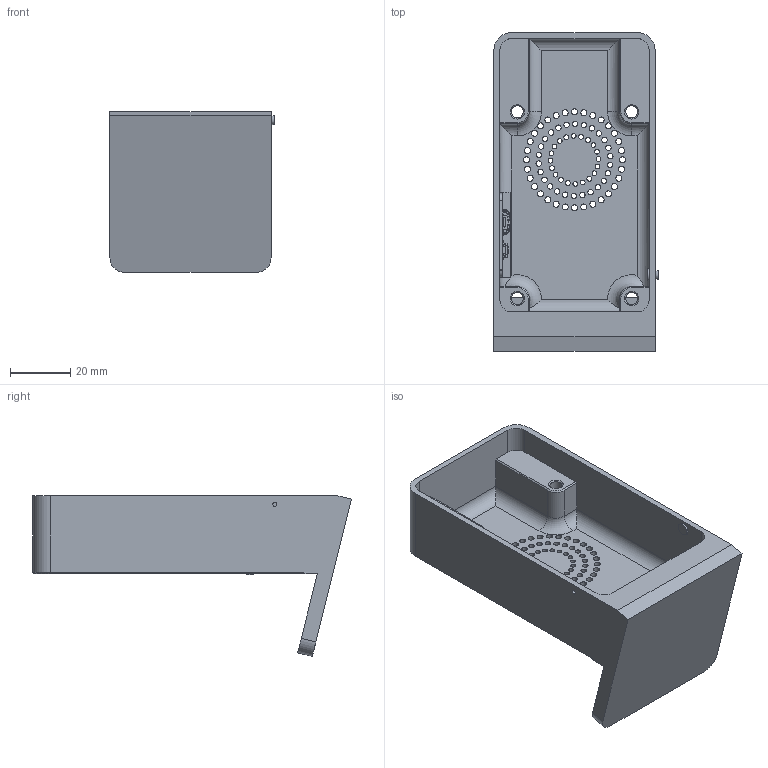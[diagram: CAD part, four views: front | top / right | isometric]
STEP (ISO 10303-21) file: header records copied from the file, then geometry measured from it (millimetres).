
FILE_DESCRIPTION(/* description */ (''),/* implementation_level */ '2;1');
FILE_NAME(/* name */ 'Pithy Screen Plus Vertical Stand.step',/* time_stamp */ '2021-02-01T21:09:48+00:00',/* author */ (''),/* organization */ (''),/* preprocessor_version */ 'ST-DEVELOPER v18.1',/* originating_system */ 'Autodesk Translation Framework v9.7.0.1280',/* authorisation */ '');
FILE_SCHEMA (('AUTOMOTIVE_DESIGN { 1 0 10303 214 3 1 1 }'));
Length unit declared in the file: millimetre
Products named in the file (17): Pithy Screen Plus Desktop Stand; Secret Switch; Power Micro USB; Board; Packages; 4363X10458XX; frame; pins; pins (1); pins (2); pins (3); stem; cover; POWER_BOARD_PADS; MICRO-USB5+6P-SMD-0.65-B; zx62r-b-5p_30_; Reset Switch
Assembly tree (16 placements, depth 5):
  Pithy Screen Plus Desktop Stand
    Secret Switch
    Power Micro USB
      Board
      Packages
        4363X10458XX
          frame
          pins
          pins (1)
          pins (2)
          pins (3)
          stem
          cover
        POWER_BOARD_PADS
        MICRO-USB5+6P-SMD-0.65-B
          zx62r-b-5p_30_
    Reset Switch
Bounding box: 54.72 x 106.28 x 53.61 mm (x, y, z)
Volume: 52210 mm3; surface area: 31590.4 mm2
Topology: 11 solids, 476 shells, 1252 faces, 4717 edges, 3976 vertices
Faces by surface type: plane 731, cylinder 366, bspline 111, cone 38, torus 6
Full cylindrical faces by diameter (mm): 0.35 x2, 0.6 x2, 1.4 x1, 1.6 x20, 1.8 x26, 2 x32, 2.5 x4, 2.9 x1, 3.3 x2, 4 x5, 4.2 x1, 6 x4
Entity records: 54781 total; most frequent: CARTESIAN_POINT 13499, DIRECTION 7811, ORIENTED_EDGE 6862, EDGE_CURVE 4717, VERTEX_POINT 3976, LINE 3351, VECTOR 3351, AXIS2_PLACEMENT_3D 2230
